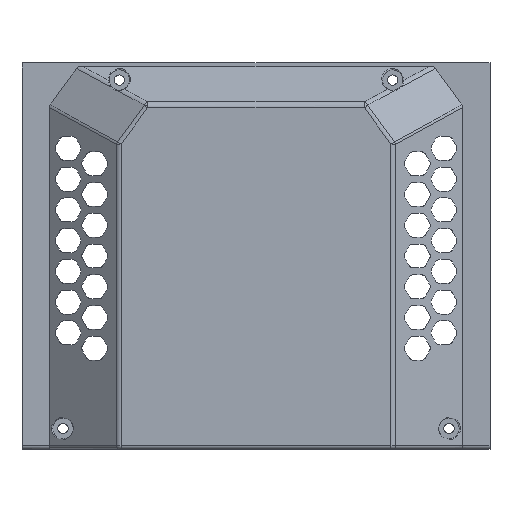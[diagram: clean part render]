
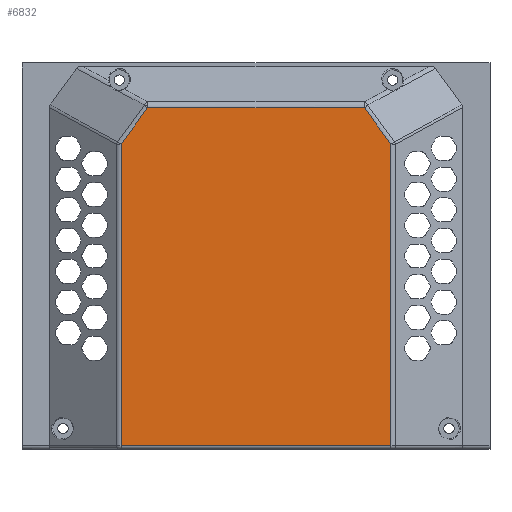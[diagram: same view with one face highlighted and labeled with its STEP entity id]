
A CAD part, front view. The second image highlights one B-rep face of the part: STEP entity #6832.
In plain terms, the highlighted planar face has unit normal (0, -1, 0).
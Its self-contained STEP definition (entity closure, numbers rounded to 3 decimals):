
#499 = EDGE_CURVE ( 'NONE', #15714, #19253, #11382, .T. ) ;
#549 = DIRECTION ( 'NONE',  ( 0., 0., -1. ) ) ;
#1190 = EDGE_CURVE ( 'NONE', #19784, #10578, #8122, .T. ) ;
#2162 = CARTESIAN_POINT ( 'NONE',  ( 30.988, 0., -112. ) ) ;
#2173 = EDGE_LOOP ( 'NONE', ( #16520, #14183, #11184, #9714, #18852, #8840 ) ) ;
#2468 = LINE ( 'NONE', #11689, #15029 ) ;
#2497 = CARTESIAN_POINT ( 'NONE',  ( 30.988, 0., -111. ) ) ;
#2830 = LINE ( 'NONE', #7545, #12453 ) ;
#3306 = FACE_OUTER_BOUND ( 'NONE', #2173, .T. ) ;
#3524 = CARTESIAN_POINT ( 'NONE',  ( 110.012, 0., -22.813 ) ) ;
#4221 = EDGE_CURVE ( 'NONE', #10767, #11362, #2830, .T. ) ;
#4258 = CARTESIAN_POINT ( 'NONE',  ( 61.238, 0., 44.423 ) ) ;
#4549 = CARTESIAN_POINT ( 'NONE',  ( 30.988, 0., -22.813 ) ) ;
#5015 = EDGE_CURVE ( 'NONE', #10578, #10767, #15129, .T. ) ;
#6588 = DIRECTION ( 'NONE',  ( 0., 0., 1. ) ) ;
#6681 = CARTESIAN_POINT ( 'NONE',  ( 0., 0., 0. ) ) ;
#6832 = ADVANCED_FACE ( 'NONE', ( #3306 ), #12829, .T. ) ;
#7545 = CARTESIAN_POINT ( 'NONE',  ( 0., 0., -12.085 ) ) ;
#8096 = DIRECTION ( 'NONE',  ( 0., 0., -1. ) ) ;
#8122 = LINE ( 'NONE', #8325, #11080 ) ;
#8325 = CARTESIAN_POINT ( 'NONE',  ( 110.012, 0., -22.69 ) ) ;
#8840 = ORIENTED_EDGE ( 'NONE', *, *, #18414, .T. ) ;
#9319 = CARTESIAN_POINT ( 'NONE',  ( 110.012, 0., -111. ) ) ;
#9714 = ORIENTED_EDGE ( 'NONE', *, *, #5015, .T. ) ;
#10578 = VERTEX_POINT ( 'NONE', #3524 ) ;
#10767 = VERTEX_POINT ( 'NONE', #16634 ) ;
#10828 = DIRECTION ( 'NONE',  ( -1., 0., 0. ) ) ;
#11080 = VECTOR ( 'NONE', #6588, 1000. ) ;
#11184 = ORIENTED_EDGE ( 'NONE', *, *, #1190, .T. ) ;
#11362 = VERTEX_POINT ( 'NONE', #11948 ) ;
#11382 = LINE ( 'NONE', #2162, #16279 ) ;
#11689 = CARTESIAN_POINT ( 'NONE',  ( 31.146, 0., -22.594 ) ) ;
#11948 = CARTESIAN_POINT ( 'NONE',  ( 38.77, 0., -12.085 ) ) ;
#12236 = CARTESIAN_POINT ( 'NONE',  ( 110.012, 0., -111. ) ) ;
#12453 = VECTOR ( 'NONE', #10828, 1000. ) ;
#12829 = PLANE ( 'NONE',  #14445 ) ;
#13388 = EDGE_CURVE ( 'NONE', #19253, #19784, #13666, .T. ) ;
#13666 = LINE ( 'NONE', #12236, #16515 ) ;
#13691 = DIRECTION ( 'NONE',  ( -0.587, 0., 0.809 ) ) ;
#14183 = ORIENTED_EDGE ( 'NONE', *, *, #13388, .T. ) ;
#14445 = AXIS2_PLACEMENT_3D ( 'NONE', #6681, #17527, #549 ) ;
#15029 = VECTOR ( 'NONE', #15170, 1000. ) ;
#15129 = LINE ( 'NONE', #4258, #19593 ) ;
#15170 = DIRECTION ( 'NONE',  ( -0.587, 0., -0.809 ) ) ;
#15714 = VERTEX_POINT ( 'NONE', #4549 ) ;
#16279 = VECTOR ( 'NONE', #8096, 1000. ) ;
#16515 = VECTOR ( 'NONE', #18365, 1000. ) ;
#16520 = ORIENTED_EDGE ( 'NONE', *, *, #499, .T. ) ;
#16634 = CARTESIAN_POINT ( 'NONE',  ( 102.23, 0., -12.085 ) ) ;
#17527 = DIRECTION ( 'NONE',  ( 0., -1., 0. ) ) ;
#18365 = DIRECTION ( 'NONE',  ( 1., 0., 0. ) ) ;
#18414 = EDGE_CURVE ( 'NONE', #11362, #15714, #2468, .T. ) ;
#18852 = ORIENTED_EDGE ( 'NONE', *, *, #4221, .T. ) ;
#19253 = VERTEX_POINT ( 'NONE', #2497 ) ;
#19593 = VECTOR ( 'NONE', #13691, 1000. ) ;
#19784 = VERTEX_POINT ( 'NONE', #9319 ) ;
